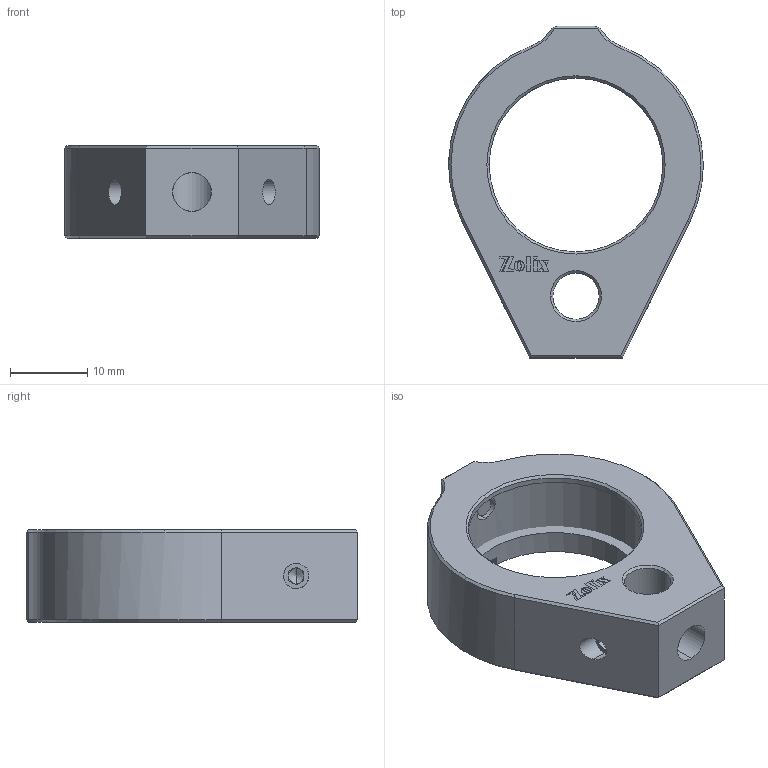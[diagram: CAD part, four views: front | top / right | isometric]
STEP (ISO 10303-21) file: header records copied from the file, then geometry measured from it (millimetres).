
FILE_DESCRIPTION (( 'STEP AP214' ), '1' );
FILE_NAME ('NLB25.4-B.step', '2019-05-10T01:43:56', ( '' ), ( '' ), 'SwSTEP 2.0', 'SolidWorks 2016', '' );
FILE_SCHEMA (( 'AUTOMOTIVE_DESIGN' ));
Length unit declared in the file: millimetre
Products named in the file (1): NLB25.4-B
Bounding box: 33 x 43 x 12 mm (x, y, z)
Volume: 6473.1 mm3; surface area: 4995.7 mm2
Topology: 8 solids, 8 shells, 300 faces, 770 edges, 491 vertices
Faces by surface type: plane 224, cone 41, cylinder 35
Entity records: 12559 total; most frequent: CARTESIAN_POINT 1828, ORIENTED_EDGE 1528, DIRECTION 1468, EDGE_CURVE 764, LINE 614, VECTOR 614, VERTEX_POINT 491, AXIS2_PLACEMENT_3D 427
